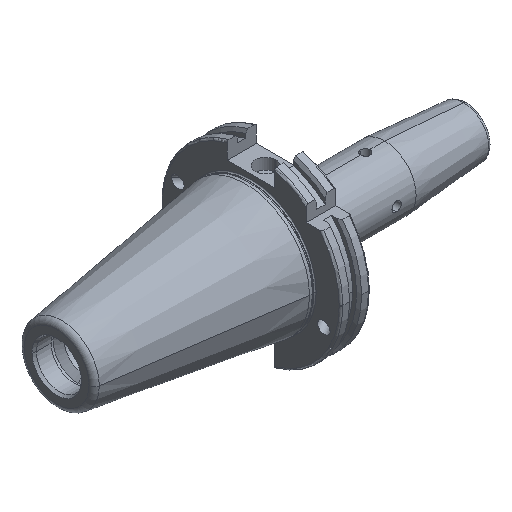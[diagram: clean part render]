
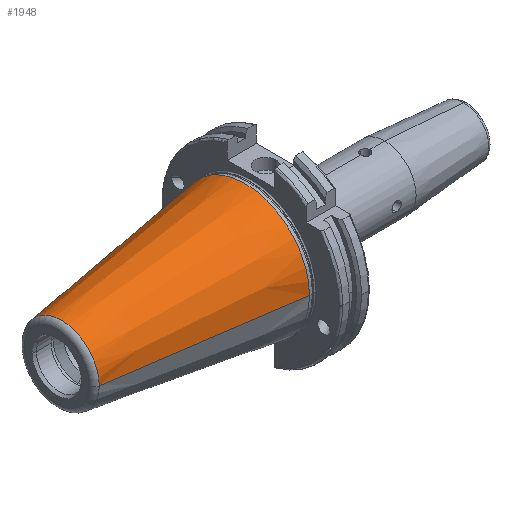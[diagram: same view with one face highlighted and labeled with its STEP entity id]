
A CAD part, isometric view. The second image highlights one B-rep face of the part: STEP entity #1948.
In plain terms, the highlighted conical face has half-angle 8.297 degrees and reference radius 34.925 mm.
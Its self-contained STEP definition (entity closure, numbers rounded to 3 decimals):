
#95 = LINE ( 'NONE', #4338, #4255 ) ;
#741 = EDGE_CURVE ( 'NONE', #4727, #5016, #3509, .T. ) ;
#795 = VERTEX_POINT ( 'NONE', #4408 ) ;
#837 = ORIENTED_EDGE ( 'NONE', *, *, #741, .F. ) ;
#1115 = CARTESIAN_POINT ( 'NONE',  ( -102.383, -20.461, 0. ) ) ;
#1524 = EDGE_LOOP ( 'NONE', ( #837, #4357, #1876, #3412 ) ) ;
#1583 = EDGE_CURVE ( 'NONE', #795, #2029, #4554, .T. ) ;
#1614 = LINE ( 'NONE', #2431, #3504 ) ;
#1876 = ORIENTED_EDGE ( 'NONE', *, *, #1583, .T. ) ;
#1948 = ADVANCED_FACE ( 'NONE', ( #4517 ), #2950, .T. ) ;
#2029 = VERTEX_POINT ( 'NONE', #2308 ) ;
#2308 = CARTESIAN_POINT ( 'NONE',  ( -3.2, 34.925, 0. ) ) ;
#2344 = DIRECTION ( 'NONE',  ( 0.99, -0.144, 0. ) ) ;
#2431 = CARTESIAN_POINT ( 'NONE',  ( -3.2, 34.925, 0. ) ) ;
#2567 = AXIS2_PLACEMENT_3D ( 'NONE', #5066, #2619, #2635 ) ;
#2619 = DIRECTION ( 'NONE',  ( -1., 0., 0. ) ) ;
#2635 = DIRECTION ( 'NONE',  ( 0., -1., 0. ) ) ;
#2839 = CARTESIAN_POINT ( 'NONE',  ( -3.2, 0., 0. ) ) ;
#2854 = DIRECTION ( 'NONE',  ( -1., 0., 0. ) ) ;
#2928 = DIRECTION ( 'NONE',  ( 0., -1., 0. ) ) ;
#2950 = CONICAL_SURFACE ( 'NONE', #3286, 34.925, 0.145 ) ;
#2957 = DIRECTION ( 'NONE',  ( 0., 1., 0. ) ) ;
#3238 = DIRECTION ( 'NONE',  ( 0.99, 0.144, 0. ) ) ;
#3286 = AXIS2_PLACEMENT_3D ( 'NONE', #3677, #4593, #2957 ) ;
#3342 = EDGE_CURVE ( 'NONE', #5016, #2029, #1614, .T. ) ;
#3412 = ORIENTED_EDGE ( 'NONE', *, *, #3342, .F. ) ;
#3504 = VECTOR ( 'NONE', #3238, 1000. ) ;
#3509 = CIRCLE ( 'NONE', #2567, 20.461 ) ;
#3677 = CARTESIAN_POINT ( 'NONE',  ( -3.2, 0., 0. ) ) ;
#3763 = AXIS2_PLACEMENT_3D ( 'NONE', #2839, #2854, #2928 ) ;
#4255 = VECTOR ( 'NONE', #2344, 1000. ) ;
#4338 = CARTESIAN_POINT ( 'NONE',  ( -3.2, -34.925, 0. ) ) ;
#4357 = ORIENTED_EDGE ( 'NONE', *, *, #4780, .T. ) ;
#4408 = CARTESIAN_POINT ( 'NONE',  ( -3.2, -34.925, 0. ) ) ;
#4517 = FACE_OUTER_BOUND ( 'NONE', #1524, .T. ) ;
#4554 = CIRCLE ( 'NONE', #3763, 34.925 ) ;
#4593 = DIRECTION ( 'NONE',  ( 1., 0., 0. ) ) ;
#4599 = CARTESIAN_POINT ( 'NONE',  ( -102.383, 20.461, 0. ) ) ;
#4727 = VERTEX_POINT ( 'NONE', #1115 ) ;
#4780 = EDGE_CURVE ( 'NONE', #4727, #795, #95, .T. ) ;
#5016 = VERTEX_POINT ( 'NONE', #4599 ) ;
#5066 = CARTESIAN_POINT ( 'NONE',  ( -102.383, 0., 0. ) ) ;
